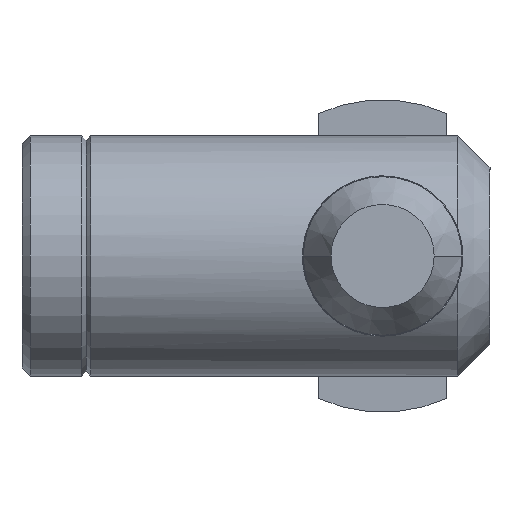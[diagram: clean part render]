
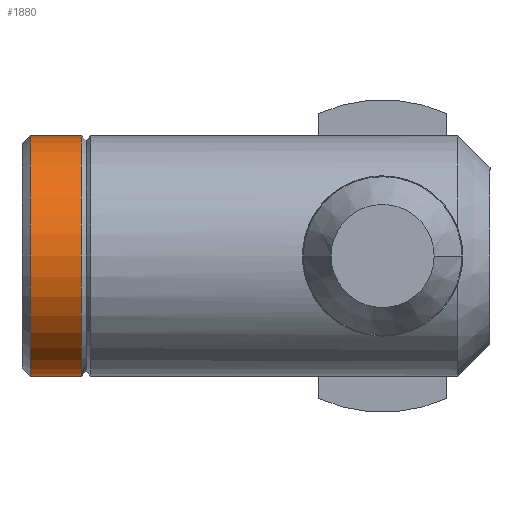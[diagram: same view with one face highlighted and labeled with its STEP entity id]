
A CAD part, left-side view. The second image highlights one B-rep face of the part: STEP entity #1880.
In plain terms, the highlighted cylindrical face has radius 7.5 mm (diameter 15 mm), a partial arc.
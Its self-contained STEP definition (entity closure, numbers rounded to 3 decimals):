
#111 = LINE ( 'NONE', #246, #1464 ) ;
#143 = CIRCLE ( 'NONE', #570, 7.5 ) ;
#157 = CARTESIAN_POINT ( 'NONE',  ( 0., -3.7, -7.5 ) ) ;
#171 = AXIS2_PLACEMENT_3D ( 'NONE', #315, #2060, #833 ) ;
#239 = EDGE_CURVE ( 'NONE', #1097, #1481, #497, .T. ) ;
#246 = CARTESIAN_POINT ( 'NONE',  ( 0., 0., 7.5 ) ) ;
#310 = EDGE_LOOP ( 'NONE', ( #562, #987, #689, #485 ) ) ;
#315 = CARTESIAN_POINT ( 'NONE',  ( 0., -0.5, 0. ) ) ;
#485 = ORIENTED_EDGE ( 'NONE', *, *, #2040, .F. ) ;
#497 = CIRCLE ( 'NONE', #171, 7.5 ) ;
#509 = DIRECTION ( 'NONE',  ( 0., 0., 1. ) ) ;
#560 = DIRECTION ( 'NONE',  ( 0., -1., 0. ) ) ;
#562 = ORIENTED_EDGE ( 'NONE', *, *, #239, .T. ) ;
#570 = AXIS2_PLACEMENT_3D ( 'NONE', #1360, #2045, #509 ) ;
#607 = VECTOR ( 'NONE', #560, 1000. ) ;
#689 = ORIENTED_EDGE ( 'NONE', *, *, #1357, .F. ) ;
#733 = LINE ( 'NONE', #747, #607 ) ;
#747 = CARTESIAN_POINT ( 'NONE',  ( 0., 0., -7.5 ) ) ;
#757 = CARTESIAN_POINT ( 'NONE',  ( 0., -0.5, 7.5 ) ) ;
#833 = DIRECTION ( 'NONE',  ( 0., 0., 1. ) ) ;
#875 = FACE_OUTER_BOUND ( 'NONE', #310, .T. ) ;
#945 = DIRECTION ( 'NONE',  ( 0., -1., 0. ) ) ;
#987 = ORIENTED_EDGE ( 'NONE', *, *, #1024, .T. ) ;
#1024 = EDGE_CURVE ( 'NONE', #1481, #1305, #733, .T. ) ;
#1094 = CARTESIAN_POINT ( 'NONE',  ( 0., -0.5, -7.5 ) ) ;
#1097 = VERTEX_POINT ( 'NONE', #757 ) ;
#1134 = VERTEX_POINT ( 'NONE', #2170 ) ;
#1238 = DIRECTION ( 'NONE',  ( 0., -1., 0. ) ) ;
#1305 = VERTEX_POINT ( 'NONE', #157 ) ;
#1357 = EDGE_CURVE ( 'NONE', #1134, #1305, #143, .T. ) ;
#1360 = CARTESIAN_POINT ( 'NONE',  ( 0., -3.7, 0. ) ) ;
#1405 = CARTESIAN_POINT ( 'NONE',  ( 0., 0., 0. ) ) ;
#1464 = VECTOR ( 'NONE', #945, 1000. ) ;
#1481 = VERTEX_POINT ( 'NONE', #1094 ) ;
#1880 = ADVANCED_FACE ( 'NONE', ( #875 ), #2121, .T. ) ;
#1916 = DIRECTION ( 'NONE',  ( 0., 0., 1. ) ) ;
#1958 = AXIS2_PLACEMENT_3D ( 'NONE', #1405, #1238, #1916 ) ;
#2040 = EDGE_CURVE ( 'NONE', #1097, #1134, #111, .T. ) ;
#2045 = DIRECTION ( 'NONE',  ( 0., -1., 0. ) ) ;
#2060 = DIRECTION ( 'NONE',  ( 0., -1., 0. ) ) ;
#2121 = CYLINDRICAL_SURFACE ( 'NONE', #1958, 7.5 ) ;
#2170 = CARTESIAN_POINT ( 'NONE',  ( 0., -3.7, 7.5 ) ) ;
